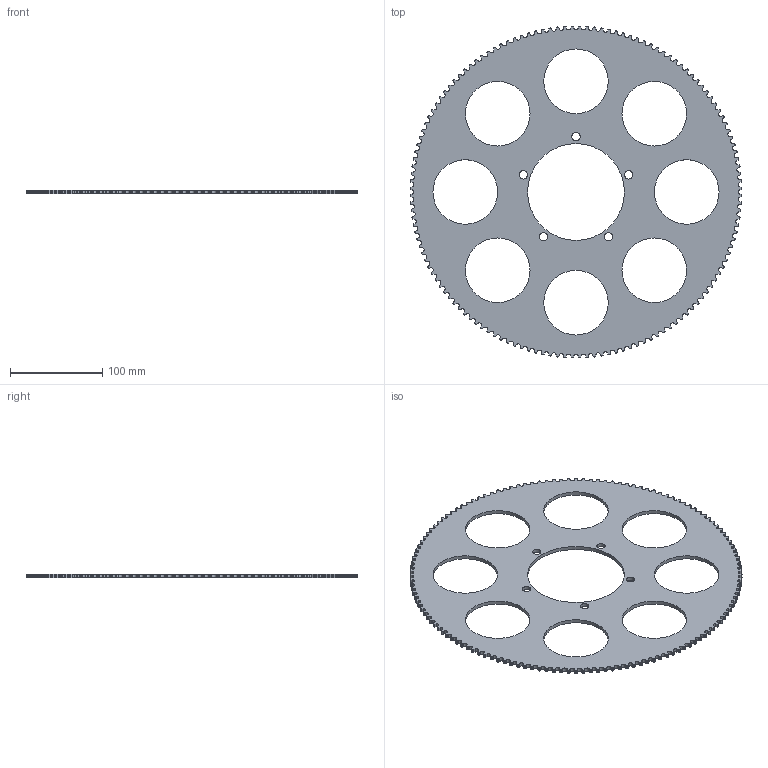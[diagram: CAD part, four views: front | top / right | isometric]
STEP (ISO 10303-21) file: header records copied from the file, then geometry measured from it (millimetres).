
FILE_DESCRIPTION (( 'STEP AP214' ), '1' );
FILE_NAME ('98484Couronne.STEP', '2021-04-27T10:58:04', ( '' ), ( '' ), 'SwSTEP 2.0', 'SolidWorks 2019', '' );
FILE_SCHEMA (( 'AUTOMOTIVE_DESIGN' ));
Length unit declared in the file: millimetre
Products named in the file (1): 98484Couronne
Bounding box: 359.76 x 359.76 x 4 mm (x, y, z)
Volume: 237833.4 mm3; surface area: 134919.7 mm2
Topology: 1 solids, 1 shells, 929 faces, 2781 edges, 1854 vertices
Faces by surface type: cylinder 647, plane 282
Entity records: 31999 total; most frequent: DIRECTION 5935, CARTESIAN_POINT 5565, ORIENTED_EDGE 5562, EDGE_CURVE 2781, AXIS2_PLACEMENT_3D 2224, VERTEX_POINT 1854, VECTOR 1487, LINE 1487
